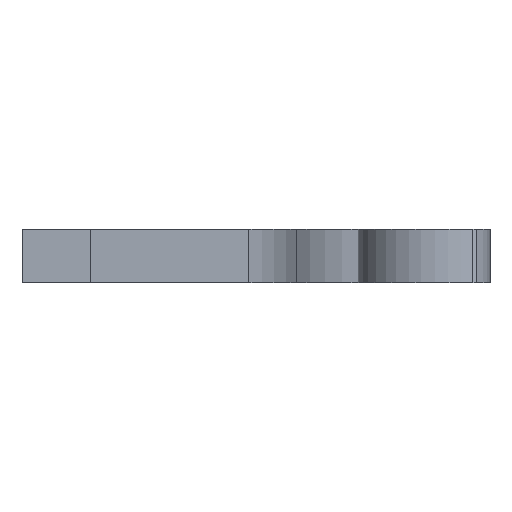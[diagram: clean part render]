
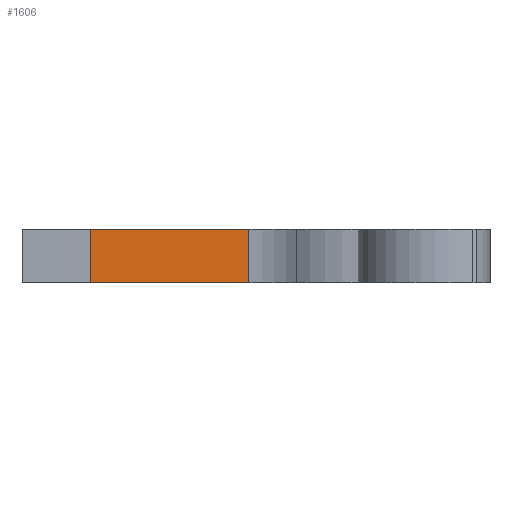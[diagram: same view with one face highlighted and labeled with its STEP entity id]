
A CAD part, front view. The second image highlights one B-rep face of the part: STEP entity #1606.
In plain terms, the highlighted planar face has unit normal (0, -1, 0).
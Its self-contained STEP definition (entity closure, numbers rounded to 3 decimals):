
#37 = VECTOR ( 'NONE', #754, 1000. ) ;
#54 = VERTEX_POINT ( 'NONE', #1754 ) ;
#70 = CARTESIAN_POINT ( 'NONE',  ( -14.318, -8., 0. ) ) ;
#114 = CARTESIAN_POINT ( 'NONE',  ( -14.318, -8., 7. ) ) ;
#133 = AXIS2_PLACEMENT_3D ( 'NONE', #1713, #257, #906 ) ;
#137 = VECTOR ( 'NONE', #1898, 1000. ) ;
#185 = EDGE_CURVE ( 'NONE', #54, #1903, #1524, .T. ) ;
#257 = DIRECTION ( 'NONE',  ( 0., 1., 0. ) ) ;
#269 = ORIENTED_EDGE ( 'NONE', *, *, #977, .F. ) ;
#320 = EDGE_CURVE ( 'NONE', #1889, #1903, #1567, .T. ) ;
#363 = CARTESIAN_POINT ( 'NONE',  ( -35., -8., 7. ) ) ;
#413 = FACE_OUTER_BOUND ( 'NONE', #1452, .T. ) ;
#592 = LINE ( 'NONE', #1250, #137 ) ;
#605 = CARTESIAN_POINT ( 'NONE',  ( -35., -8., 7. ) ) ;
#660 = VECTOR ( 'NONE', #1264, 1000. ) ;
#707 = DIRECTION ( 'NONE',  ( 1., 0., 0. ) ) ;
#720 = VERTEX_POINT ( 'NONE', #363 ) ;
#754 = DIRECTION ( 'NONE',  ( 0., 0., -1. ) ) ;
#869 = CARTESIAN_POINT ( 'NONE',  ( -14.318, -8., 0. ) ) ;
#898 = ORIENTED_EDGE ( 'NONE', *, *, #320, .F. ) ;
#906 = DIRECTION ( 'NONE',  ( 0., 0., 1. ) ) ;
#977 = EDGE_CURVE ( 'NONE', #720, #1889, #592, .T. ) ;
#1068 = PLANE ( 'NONE',  #133 ) ;
#1250 = CARTESIAN_POINT ( 'NONE',  ( -14.318, -8., 7. ) ) ;
#1264 = DIRECTION ( 'NONE',  ( 0., 0., -1. ) ) ;
#1295 = EDGE_CURVE ( 'NONE', #720, #54, #2074, .T. ) ;
#1384 = VECTOR ( 'NONE', #707, 1000. ) ;
#1452 = EDGE_LOOP ( 'NONE', ( #2091, #898, #269, #1478 ) ) ;
#1478 = ORIENTED_EDGE ( 'NONE', *, *, #1295, .T. ) ;
#1524 = LINE ( 'NONE', #70, #1384 ) ;
#1567 = LINE ( 'NONE', #114, #37 ) ;
#1606 = ADVANCED_FACE ( 'NONE', ( #413 ), #1068, .F. ) ;
#1713 = CARTESIAN_POINT ( 'NONE',  ( -14.318, -8., 7. ) ) ;
#1754 = CARTESIAN_POINT ( 'NONE',  ( -35., -8., 0. ) ) ;
#1843 = CARTESIAN_POINT ( 'NONE',  ( -14.318, -8., 7. ) ) ;
#1889 = VERTEX_POINT ( 'NONE', #1843 ) ;
#1898 = DIRECTION ( 'NONE',  ( 1., 0., 0. ) ) ;
#1903 = VERTEX_POINT ( 'NONE', #869 ) ;
#2074 = LINE ( 'NONE', #605, #660 ) ;
#2091 = ORIENTED_EDGE ( 'NONE', *, *, #185, .T. ) ;
